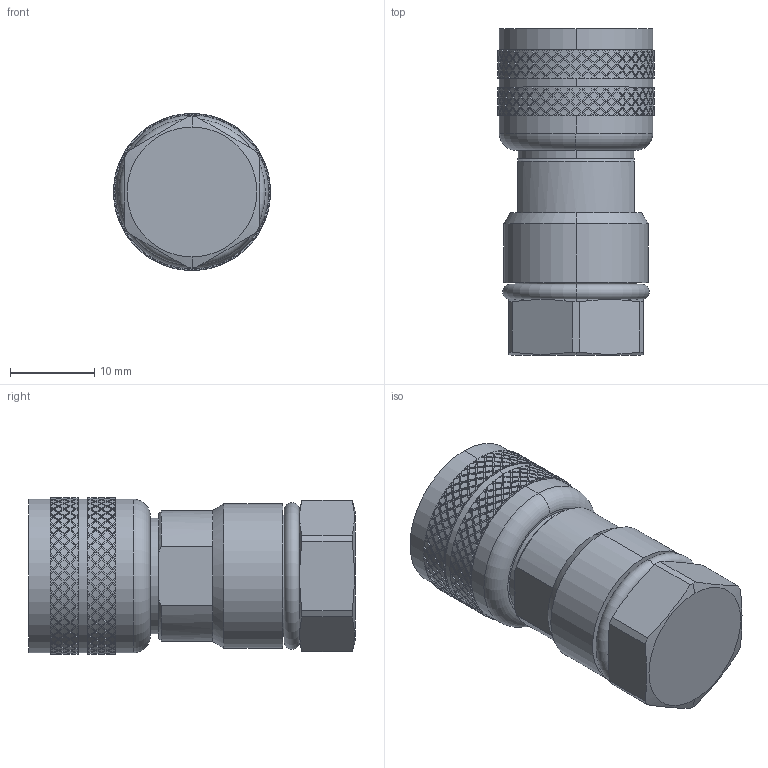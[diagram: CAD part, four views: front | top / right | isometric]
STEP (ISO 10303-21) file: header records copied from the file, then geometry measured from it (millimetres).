
FILE_DESCRIPTION((''),'2;1');
FILE_NAME('1','2021-08-11T',('Administrator'),(''),'PRO/ENGINEER BY PARAMETRIC TECHNOLOGY CORPORATION, 2012090','PRO/ENGINEER BY PARAMETRIC TECHNOLOGY CORPORATION, 2012090','');
FILE_SCHEMA(('CONFIG_CONTROL_DESIGN'));
Products named in the file (1): 1
Bounding box: 18.6 x 38.7 x 18.6 mm (x, y, z)
Volume: 7182.4 mm3; surface area: 4154.5 mm2
Topology: 1 solids, 1 shells, 3548 faces, 8581 edges, 5048 vertices
Faces by surface type: bspline 2884, cylinder 594, plane 50, cone 14, torus 4, sphere 2
Entity records: 165686 total; most frequent: CARTESIAN_POINT 105727, ORIENTED_EDGE 17162, EDGE_CURVE 8581, B_SPLINE_CURVE_WITH_KNOTS 6621, VERTEX_POINT 5048, DIRECTION 3699, EDGE_LOOP 3561, FACE_OUTER_BOUND 3548
